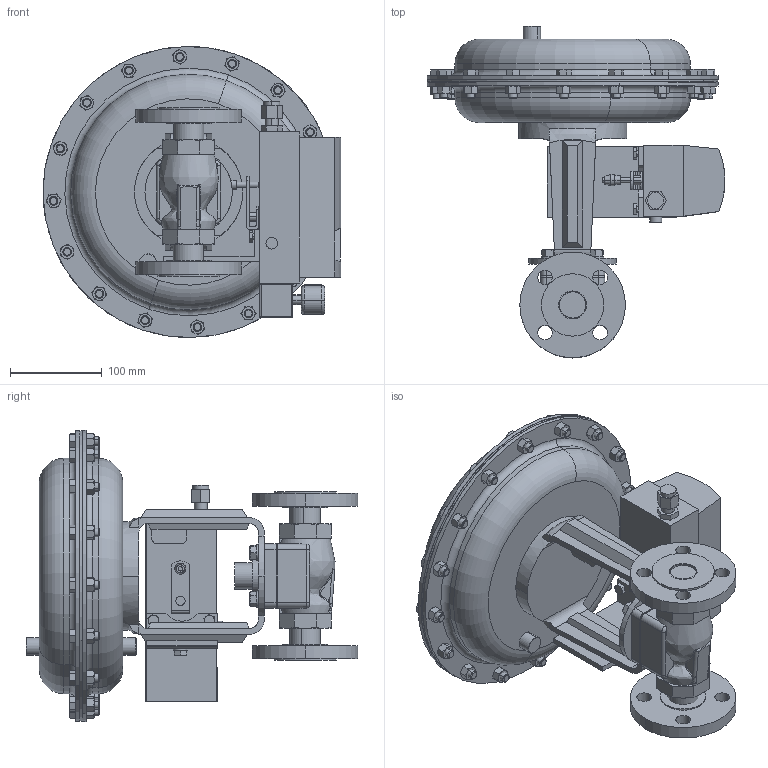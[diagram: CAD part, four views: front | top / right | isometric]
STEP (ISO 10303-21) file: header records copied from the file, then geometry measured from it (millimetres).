
FILE_DESCRIPTION (( 'STEP AP203' ), '1' );
FILE_NAME ('78SP-100-BR+CS+S6-F7-55M-16IQ.step', '2017-09-25T17:09:48', ( '' ), ( '' ), 'SwSTEP 2.0', 'SolidWorks 2014', '' );
FILE_SCHEMA (( 'CONFIG_CONTROL_DESIGN' ));
Length unit declared in the file: inch
Products named in the file (1): 78SP-100-BR+CS+S6-F7-55M-16IQ
Bounding box: 324.8 x 361.98 x 317.42 mm (x, y, z)
Volume: 6724569.8 mm3; surface area: 924355.5 mm2
Topology: 60 solids, 60 shells, 1276 faces, 2812 edges, 1708 vertices
Faces by surface type: plane 565, cone 421, cylinder 214, torus 42, bspline 32, sphere 2
Entity records: 42217 total; most frequent: CARTESIAN_POINT 15266, ORIENTED_EDGE 5616, DIRECTION 5383, EDGE_CURVE 2808, AXIS2_PLACEMENT_3D 2173, VERTEX_POINT 1708, EDGE_LOOP 1358, FACE_OUTER_BOUND 1276
